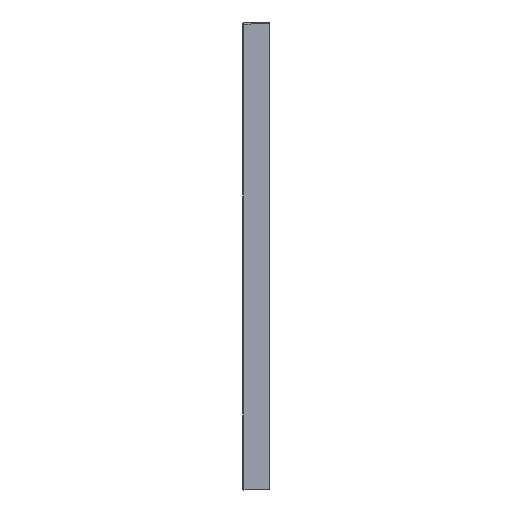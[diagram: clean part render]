
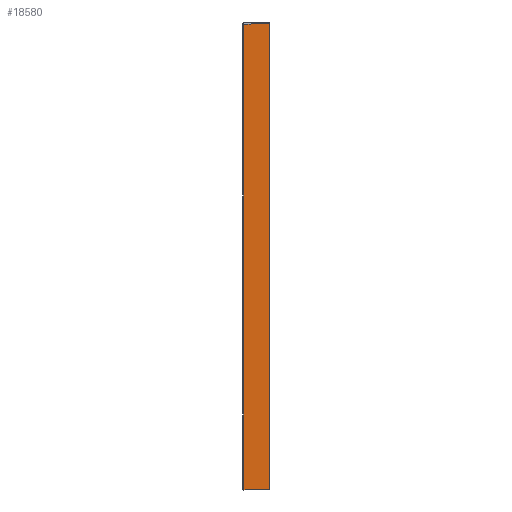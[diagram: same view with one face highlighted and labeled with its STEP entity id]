
A CAD part, left-side view. The second image highlights one B-rep face of the part: STEP entity #18580.
In plain terms, the highlighted planar face has unit normal (-0.999, 0.035, 0).
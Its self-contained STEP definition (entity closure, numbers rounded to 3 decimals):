
#130=CARTESIAN_POINT('',(-448.674,-2.037,
-262.5));
#132=DIRECTION('',(-0.035,-0.999,0.));
#133=VECTOR('',#132,37.986);
#134=CARTESIAN_POINT('',(-448.674,-2.037,
-262.5));
#135=LINE('',#134,#133);
#1161=DIRECTION('',(0.,0.,1.));
#1162=VECTOR('',#1161,10.);
#1163=CARTESIAN_POINT('',(-448.674,-2.037,
-262.5));
#1164=LINE('',#1163,#1162);
#1165=CARTESIAN_POINT('',(-448.674,-2.039,
-252.5));
#1166=CARTESIAN_POINT('',(-448.674,-2.039,
-245.549));
#1167=CARTESIAN_POINT('',(-448.674,-2.037,
-232.353));
#1168=CARTESIAN_POINT('',(-448.674,-2.032,
-214.796));
#1169=CARTESIAN_POINT('',(-448.674,-2.026,
-199.103));
#1170=CARTESIAN_POINT('',(-448.674,-2.019,
-184.982));
#1171=CARTESIAN_POINT('',(-448.673,-2.012,
-171.435));
#1172=CARTESIAN_POINT('',(-448.673,-2.005,
-159.333));
#1173=CARTESIAN_POINT('',(-448.673,-1.997,
-147.172));
#1174=CARTESIAN_POINT('',(-448.673,-1.989,
-134.721));
#1175=CARTESIAN_POINT('',(-448.672,-1.98,
-121.285));
#1176=CARTESIAN_POINT('',(-448.672,-1.972,
-108.729));
#1177=CARTESIAN_POINT('',(-448.672,-1.963,
-94.844));
#1178=CARTESIAN_POINT('',(-448.671,-1.954,
-79.858));
#1179=CARTESIAN_POINT('',(-448.671,-1.946,
-64.68));
#1180=CARTESIAN_POINT('',(-448.671,-1.938,
-49.054));
#1181=CARTESIAN_POINT('',(-448.671,-1.932,
-32.351));
#1182=CARTESIAN_POINT('',(-448.67,-1.927,
-15.025));
#1183=CARTESIAN_POINT('',(-448.67,-1.925,
1.717));
#1184=CARTESIAN_POINT('',(-448.67,-1.926,
19.384));
#1185=CARTESIAN_POINT('',(-448.671,-1.929,
31.4));
#1186=CARTESIAN_POINT('',(-448.671,-1.931,
37.499));
#1188=CARTESIAN_POINT('',(-448.671,-1.931,
37.499));
#1189=CARTESIAN_POINT('',(-448.671,-1.933,
43.216));
#1190=CARTESIAN_POINT('',(-448.671,-1.938,
55.251));
#1191=CARTESIAN_POINT('',(-448.671,-1.946,
75.604));
#1192=CARTESIAN_POINT('',(-448.671,-1.956,
96.772));
#1193=CARTESIAN_POINT('',(-448.672,-1.967,
119.937));
#1194=CARTESIAN_POINT('',(-448.672,-1.978,
142.962));
#1195=CARTESIAN_POINT('',(-448.673,-1.989,
165.365));
#1196=CARTESIAN_POINT('',(-448.673,-1.999,
186.41));
#1197=CARTESIAN_POINT('',(-448.673,-2.008,
205.47));
#1198=CARTESIAN_POINT('',(-448.674,-2.015,
222.835));
#1199=CARTESIAN_POINT('',(-448.674,-2.021,
238.904));
#1200=CARTESIAN_POINT('',(-448.674,-2.026,
253.854));
#1201=CARTESIAN_POINT('',(-448.674,-2.03,
268.053));
#1202=CARTESIAN_POINT('',(-448.674,-2.033,
279.877));
#1203=CARTESIAN_POINT('',(-448.674,-2.035,
292.126));
#1204=CARTESIAN_POINT('',(-448.674,-2.037,
303.34));
#1205=CARTESIAN_POINT('',(-448.674,-2.038,
314.831));
#1206=CARTESIAN_POINT('',(-448.674,-2.039,
323.189));
#1207=CARTESIAN_POINT('',(-448.674,-2.039,
327.5));
#1209=CARTESIAN_POINT('',(-448.674,-2.039,
327.5));
#1210=CARTESIAN_POINT('',(-448.674,-2.039,
339.996));
#1211=CARTESIAN_POINT('',(-448.674,-2.026,
364.85));
#1212=CARTESIAN_POINT('',(-448.672,-1.983,
400.407));
#1213=CARTESIAN_POINT('',(-448.671,-1.949,
423.469));
#1214=CARTESIAN_POINT('',(-448.671,-1.933,
434.172));
#1216=DIRECTION('',(-0.035,-0.999,0.035));
#1217=VECTOR('',#1216,38.113);
#1218=CARTESIAN_POINT('',(-448.671,-1.933,
434.172));
#1219=LINE('',#1218,#1217);
#1220=DIRECTION('',(0.,0.,-1.));
#1221=VECTOR('',#1220,698.001);
#1222=CARTESIAN_POINT('',(-450.,-40.,
435.501));
#1223=LINE('',#1222,#1221);
#1234=CARTESIAN_POINT('',(-448.674,-2.039,
-252.5));
#1643=CARTESIAN_POINT('',(-448.671,-1.931,
37.499));
#15680=CARTESIAN_POINT('',(-450.,-40.,-262.5));
#15681=VERTEX_POINT('',#15680);
#16876=VERTEX_POINT('',#1234);
#16877=VERTEX_POINT('',#1643);
#16922=VERTEX_POINT('',#130);
#16923=VERTEX_POINT('',#1207);
#16924=VERTEX_POINT('',#1214);
#16925=CARTESIAN_POINT('',(-450.,-40.,
435.501));
#16926=VERTEX_POINT('',#16925);
#18561=CARTESIAN_POINT('',(-449.335,-20.963,
86.501));
#18562=DIRECTION('',(0.999,-0.035,0.));
#18563=DIRECTION('',(0.035,0.999,0.));
#18564=AXIS2_PLACEMENT_3D('',#18561,#18562,#18563);
#18565=PLANE('',#18564);
#18566=ORIENTED_EDGE('',*,*,#17091,.F.);
#18568=ORIENTED_EDGE('',*,*,#18567,.T.);
#18570=ORIENTED_EDGE('',*,*,#18569,.T.);
#18572=ORIENTED_EDGE('',*,*,#18571,.T.);
#18574=ORIENTED_EDGE('',*,*,#18573,.T.);
#18576=ORIENTED_EDGE('',*,*,#18575,.T.);
#18577=ORIENTED_EDGE('',*,*,#17297,.T.);
#18578=EDGE_LOOP('',(#18566,#18568,#18570,#18572,#18574,#18576,#18577));
#18579=FACE_OUTER_BOUND('',#18578,.F.);
#18580=ADVANCED_FACE('',(#18579),#18565,.F.);
#1187=B_SPLINE_CURVE_WITH_KNOTS('',3,(#1165,#1166,#1167,#1168,#1169,#1170,#1171,
#1172,#1173,#1174,#1175,#1176,#1177,#1178,#1179,#1180,#1181,#1182,#1183,#1184,
#1185,#1186),.UNSPECIFIED.,.F.,.F.,(4,1,1,1,1,1,1,1,1,1,1,1,1,1,1,1,1,1,1,4),(
0.,0.053,0.105,0.158,0.211,
0.263,0.316,0.368,0.421,
0.474,0.526,0.579,0.632,
0.684,0.737,0.789,0.842,
0.895,0.947,1.),.UNSPECIFIED.);
#1208=B_SPLINE_CURVE_WITH_KNOTS('',3,(#1188,#1189,#1190,#1191,#1192,#1193,#1194,
#1195,#1196,#1197,#1198,#1199,#1200,#1201,#1202,#1203,#1204,#1205,#1206,#1207),
.UNSPECIFIED.,.F.,.F.,(4,1,1,1,1,1,1,1,1,1,1,1,1,1,1,1,1,4),(0.,
0.059,0.118,0.176,0.235,
0.294,0.353,0.412,0.471,
0.529,0.588,0.647,0.706,
0.765,0.824,0.882,0.941,1.),
.UNSPECIFIED.);
#1215=B_SPLINE_CURVE_WITH_KNOTS('',3,(#1209,#1210,#1211,#1212,#1213,#1214),
.UNSPECIFIED.,.F.,.F.,(4,1,1,4),(0.,0.351,0.699,1.),
.UNSPECIFIED.);
#17091=EDGE_CURVE('',#16922,#15681,#135,.T.);
#17297=EDGE_CURVE('',#16926,#15681,#1223,.T.);
#18567=EDGE_CURVE('',#16922,#16876,#1164,.T.);
#18569=EDGE_CURVE('',#16876,#16877,#1187,.T.);
#18571=EDGE_CURVE('',#16877,#16923,#1208,.T.);
#18573=EDGE_CURVE('',#16923,#16924,#1215,.T.);
#18575=EDGE_CURVE('',#16924,#16926,#1219,.T.);
